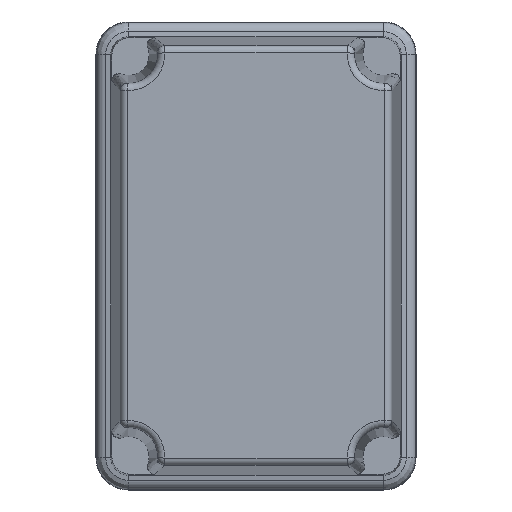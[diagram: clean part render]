
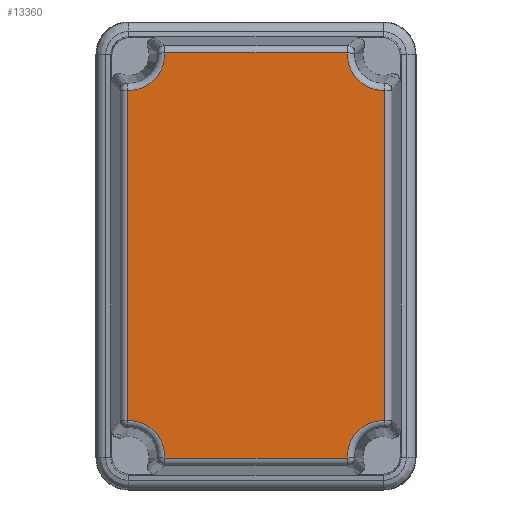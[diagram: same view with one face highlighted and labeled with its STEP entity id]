
A CAD part, top view. The second image highlights one B-rep face of the part: STEP entity #13360.
In plain terms, the highlighted planar face has unit normal (0, 0, 1).
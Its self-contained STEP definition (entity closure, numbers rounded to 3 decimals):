
#9317=CARTESIAN_POINT('',(35.143,55.49,80.3));
#9318=DIRECTION('',(0.,0.,-1.));
#9319=DIRECTION('',(0.037,-0.999,0.));
#9320=AXIS2_PLACEMENT_3D('',#9317,#9318,#9319);
#9322=DIRECTION('',(0.,1.,0.));
#9323=VECTOR('',#9322,91.131);
#9324=CARTESIAN_POINT('',(35.514,-45.565,80.3));
#9325=LINE('',#9324,#9323);
#9326=CARTESIAN_POINT('',(35.143,-55.49,80.3));
#9327=DIRECTION('',(0.,0.,-1.));
#9328=DIRECTION('',(-0.999,-0.046,0.));
#9329=AXIS2_PLACEMENT_3D('',#9326,#9327,#9328);
#9331=DIRECTION('',(1.,0.,0.));
#9332=VECTOR('',#9331,50.445);
#9333=CARTESIAN_POINT('',(-25.222,-55.944,80.3));
#9334=LINE('',#9333,#9332);
#9335=CARTESIAN_POINT('',(-35.143,-55.49,80.3));
#9336=DIRECTION('',(0.,0.,-1.));
#9337=DIRECTION('',(-0.037,0.999,0.));
#9338=AXIS2_PLACEMENT_3D('',#9335,#9336,#9337);
#9340=DIRECTION('',(0.,-1.,0.));
#9341=VECTOR('',#9340,91.131);
#9342=CARTESIAN_POINT('',(-35.514,45.565,80.3));
#9343=LINE('',#9342,#9341);
#9344=CARTESIAN_POINT('',(-35.143,55.49,80.3));
#9345=DIRECTION('',(0.,0.,-1.));
#9346=DIRECTION('',(0.999,0.046,0.));
#9347=AXIS2_PLACEMENT_3D('',#9344,#9345,#9346);
#9349=DIRECTION('',(-1.,0.,0.));
#9350=VECTOR('',#9349,50.445);
#9351=CARTESIAN_POINT('',(25.222,55.944,80.3));
#9352=LINE('',#9351,#9350);
#10327=CARTESIAN_POINT('',(35.514,45.565,80.3));
#10328=CARTESIAN_POINT('',(25.222,55.944,80.3));
#10329=VERTEX_POINT('',#10327);
#10330=VERTEX_POINT('',#10328);
#10335=CARTESIAN_POINT('',(-25.222,55.944,80.3));
#10336=VERTEX_POINT('',#10335);
#10341=CARTESIAN_POINT('',(-35.514,45.565,80.3));
#10342=VERTEX_POINT('',#10341);
#10347=CARTESIAN_POINT('',(-35.514,-45.565,80.3));
#10348=VERTEX_POINT('',#10347);
#10353=CARTESIAN_POINT('',(-25.222,-55.944,80.3));
#10354=VERTEX_POINT('',#10353);
#10359=CARTESIAN_POINT('',(25.222,-55.944,80.3));
#10360=VERTEX_POINT('',#10359);
#10365=CARTESIAN_POINT('',(35.514,-45.565,80.3));
#10366=VERTEX_POINT('',#10365);
#13338=CARTESIAN_POINT('',(0.,0.,80.3));
#13339=DIRECTION('',(0.,0.,-1.));
#13340=DIRECTION('',(1.,0.,0.));
#13341=AXIS2_PLACEMENT_3D('',#13338,#13339,#13340);
#13342=PLANE('',#13341);
#13344=ORIENTED_EDGE('',*,*,#13343,.F.);
#13346=ORIENTED_EDGE('',*,*,#13345,.F.);
#13348=ORIENTED_EDGE('',*,*,#13347,.F.);
#13350=ORIENTED_EDGE('',*,*,#13349,.F.);
#13352=ORIENTED_EDGE('',*,*,#13351,.F.);
#13354=ORIENTED_EDGE('',*,*,#13353,.F.);
#13355=ORIENTED_EDGE('',*,*,#13328,.F.);
#13357=ORIENTED_EDGE('',*,*,#13356,.F.);
#13358=EDGE_LOOP('',(#13344,#13346,#13348,#13350,#13352,#13354,#13355,#13357));
#13359=FACE_OUTER_BOUND('',#13358,.F.);
#13360=ADVANCED_FACE('',(#13359),#13342,.F.);
#9321=CIRCLE('',#9320,9.931);
#9330=CIRCLE('',#9329,9.931);
#9339=CIRCLE('',#9338,9.931);
#9348=CIRCLE('',#9347,9.931);
#13328=EDGE_CURVE('',#10336,#10342,#9348,.T.);
#13343=EDGE_CURVE('',#10329,#10330,#9321,.T.);
#13345=EDGE_CURVE('',#10366,#10329,#9325,.T.);
#13347=EDGE_CURVE('',#10360,#10366,#9330,.T.);
#13349=EDGE_CURVE('',#10354,#10360,#9334,.T.);
#13351=EDGE_CURVE('',#10348,#10354,#9339,.T.);
#13353=EDGE_CURVE('',#10342,#10348,#9343,.T.);
#13356=EDGE_CURVE('',#10330,#10336,#9352,.T.);
